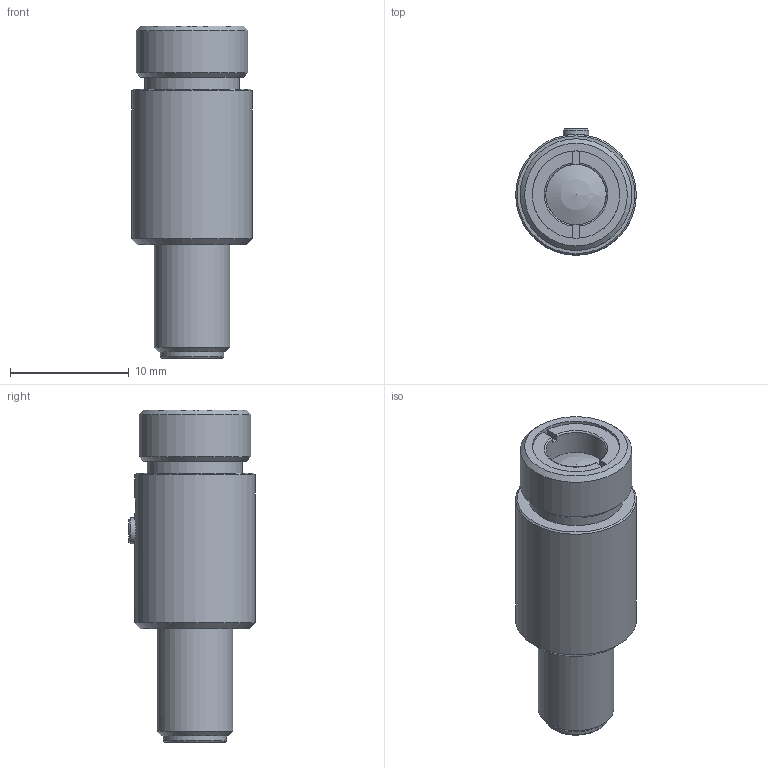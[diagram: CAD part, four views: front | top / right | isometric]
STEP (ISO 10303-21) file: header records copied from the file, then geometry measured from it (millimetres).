
FILE_DESCRIPTION(/* description */ ('Alibre Inc.'),/* implementation_level */ '2;1');
FILE_NAME(/* name */ 'export0',/* time_stamp */ '2015-04-22T08:49:50-07:00',/* author */ (''),/* organization */ (''),/* preprocessor_version */ 'ST-DEVELOPER v14',/* originating_system */ 'Alibre',/* authorisation */ '');
FILE_SCHEMA (('CONFIG_CONTROL_DESIGN'));
Length unit declared in the file: centimetre
Products named in the file (1): ID_1
Bounding box: 10.16 x 10.64 x 27.94 mm (x, y, z)
Volume: 1346.5 mm3; surface area: 1300.3 mm2
Topology: 1 solids, 1 shells, 53 faces, 118 edges, 76 vertices
Faces by surface type: plane 25, cylinder 12, cone 9, torus 5, bspline 1, sphere 1
Full cylindrical faces by diameter (mm): 1.575 x1, 2.184 x1, 3.175 x1, 4.75 x1, 5.08 x1, 5.207 x1, 5.334 x1, 6.35 x1, 7.348 x1, 8.001 x1, 9.398 x1, 10.16 x1
Entity records: 1744 total; most frequent: CARTESIAN_POINT 663, DIRECTION 185, ORIENTED_EDGE 168, AXIS2_PLACEMENT_3D 89, EDGE_LOOP 89, FACE_BOUND 89, EDGE_CURVE 84, VERTEX_POINT 67
